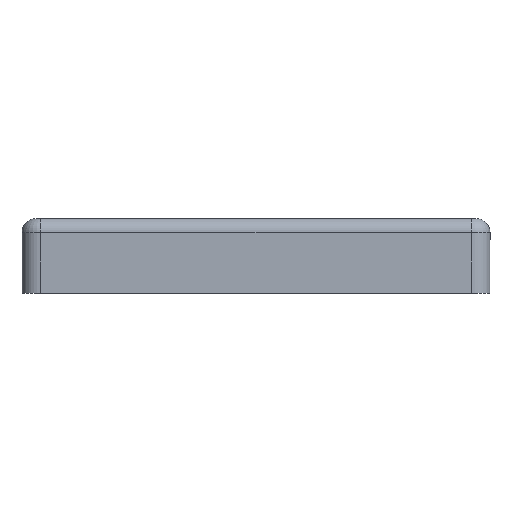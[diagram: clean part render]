
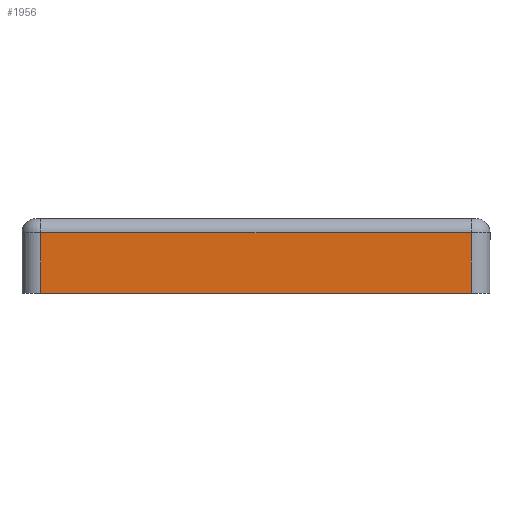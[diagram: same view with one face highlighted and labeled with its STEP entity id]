
A CAD part, front view. The second image highlights one B-rep face of the part: STEP entity #1956.
In plain terms, the highlighted planar face has unit normal (0, -1, 0).
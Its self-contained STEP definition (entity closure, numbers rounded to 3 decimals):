
#487 = EDGE_CURVE ( 'NONE', #6365, #3810, #7152, .T. ) ;
#586 = CARTESIAN_POINT ( 'NONE',  ( -46., -50., 16. ) ) ;
#614 = VECTOR ( 'NONE', #3422, 1000. ) ;
#895 = CARTESIAN_POINT ( 'NONE',  ( 46., -50., 13. ) ) ;
#1157 = CARTESIAN_POINT ( 'NONE',  ( -46., -50., 0. ) ) ;
#1204 = DIRECTION ( 'NONE',  ( 0., 0., 1. ) ) ;
#1677 = ORIENTED_EDGE ( 'NONE', *, *, #3499, .F. ) ;
#1801 = CARTESIAN_POINT ( 'NONE',  ( -50., -50., 13. ) ) ;
#1956 = ADVANCED_FACE ( 'NONE', ( #5717 ), #4212, .F. ) ;
#2003 = VECTOR ( 'NONE', #4183, 1000. ) ;
#2098 = AXIS2_PLACEMENT_3D ( 'NONE', #5325, #6050, #4384 ) ;
#2254 = CARTESIAN_POINT ( 'NONE',  ( 46., -50., 16. ) ) ;
#2279 = EDGE_CURVE ( 'NONE', #7169, #6365, #5622, .T. ) ;
#2467 = EDGE_CURVE ( 'NONE', #6065, #7169, #4911, .T. ) ;
#2905 = DIRECTION ( 'NONE',  ( 1., 0., 0. ) ) ;
#3006 = CARTESIAN_POINT ( 'NONE',  ( -50., -50., 0. ) ) ;
#3422 = DIRECTION ( 'NONE',  ( 0., 0., -1. ) ) ;
#3457 = ORIENTED_EDGE ( 'NONE', *, *, #487, .F. ) ;
#3499 = EDGE_CURVE ( 'NONE', #3810, #6065, #6795, .T. ) ;
#3781 = CARTESIAN_POINT ( 'NONE',  ( -46., -50., 13. ) ) ;
#3810 = VERTEX_POINT ( 'NONE', #3781 ) ;
#3912 = ORIENTED_EDGE ( 'NONE', *, *, #2467, .F. ) ;
#3917 = EDGE_LOOP ( 'NONE', ( #1677, #3457, #4756, #3912 ) ) ;
#4183 = DIRECTION ( 'NONE',  ( -1., 0., 0. ) ) ;
#4212 = PLANE ( 'NONE',  #2098 ) ;
#4384 = DIRECTION ( 'NONE',  ( 0., 0., 1. ) ) ;
#4756 = ORIENTED_EDGE ( 'NONE', *, *, #2279, .F. ) ;
#4911 = LINE ( 'NONE', #2254, #614 ) ;
#5325 = CARTESIAN_POINT ( 'NONE',  ( -50., -50., 16. ) ) ;
#5622 = LINE ( 'NONE', #3006, #2003 ) ;
#5693 = VECTOR ( 'NONE', #1204, 1000. ) ;
#5717 = FACE_OUTER_BOUND ( 'NONE', #3917, .T. ) ;
#6050 = DIRECTION ( 'NONE',  ( 0., 1., 0. ) ) ;
#6065 = VERTEX_POINT ( 'NONE', #895 ) ;
#6359 = VECTOR ( 'NONE', #2905, 1000. ) ;
#6365 = VERTEX_POINT ( 'NONE', #1157 ) ;
#6580 = CARTESIAN_POINT ( 'NONE',  ( 46., -50., 0. ) ) ;
#6795 = LINE ( 'NONE', #1801, #6359 ) ;
#7152 = LINE ( 'NONE', #586, #5693 ) ;
#7169 = VERTEX_POINT ( 'NONE', #6580 ) ;
